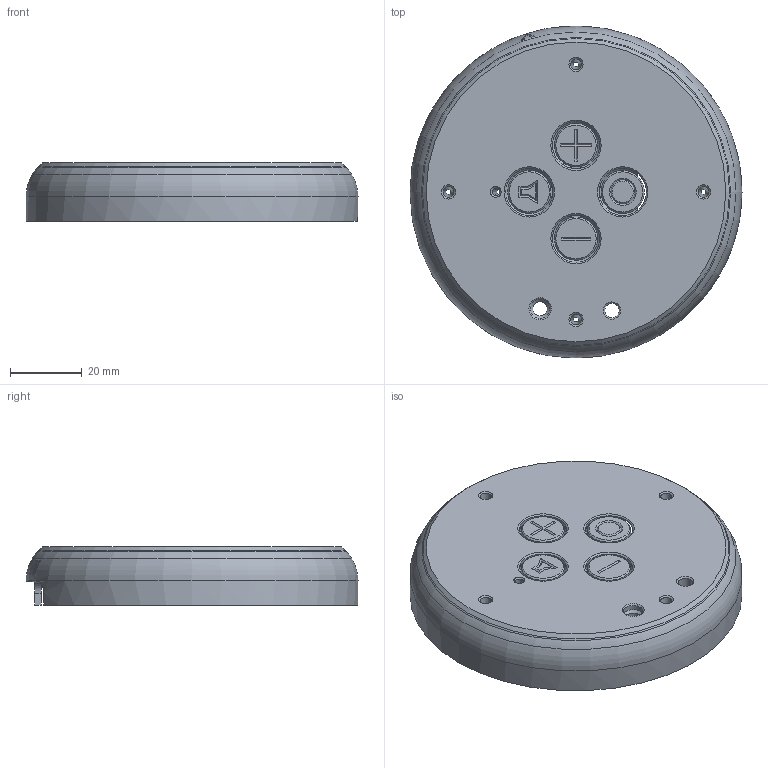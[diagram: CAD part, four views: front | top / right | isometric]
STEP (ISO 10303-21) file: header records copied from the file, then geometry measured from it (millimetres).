
FILE_DESCRIPTION(/* description */ (''),/* implementation_level */ '2;1');
FILE_NAME(/* name */ 'R2024.12.06 Dev Kit UFO Enclosure.step',/* time_stamp */ '2025-05-06T18:53:16+01:00',/* author */ (''),/* organization */ (''),/* preprocessor_version */ 'ST-DEVELOPER v20.1',/* originating_system */ 'Autodesk Translation Framework v14.4.0.0',/* authorisation */ '');
FILE_SCHEMA (('AUTOMOTIVE_DESIGN { 1 0 10303 214 3 1 1 }'));
Length unit declared in the file: millimetre
Products named in the file (1): Enclosure Top
Bounding box: 92.4 x 92.4 x 16.2 mm (x, y, z)
Volume: 17831.4 mm3; surface area: 31737.5 mm2
Topology: 2 solids, 2 shells, 545 faces, 1524 edges, 977 vertices
Faces by surface type: plane 294, cylinder 115, cone 95, bspline 25, torus 16
Full cylindrical faces by diameter (mm): 2 x4, 2.7 x3, 3.4 x3, 4 x2, 4.4 x1, 5 x1, 5.4 x1, 6.4 x2, 7.8 x1, 12 x4, 13.2 x4, 92.4 x1
Entity records: 18569 total; most frequent: CARTESIAN_POINT 4471, ORIENTED_EDGE 3048, DIRECTION 2911, EDGE_CURVE 1524, AXIS2_PLACEMENT_3D 1050, VERTEX_POINT 977, LINE 811, VECTOR 811
